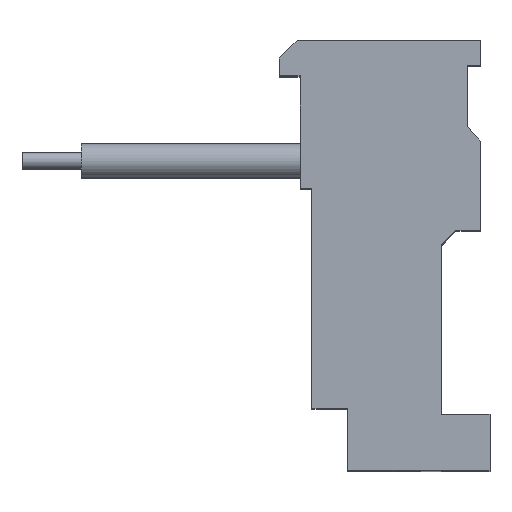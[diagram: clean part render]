
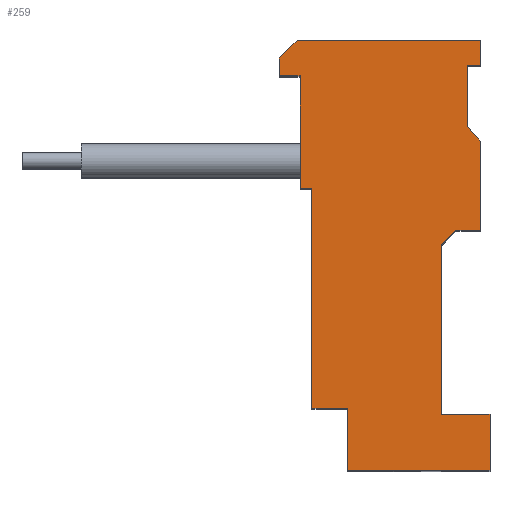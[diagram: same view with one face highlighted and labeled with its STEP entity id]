
A CAD part, top view. The second image highlights one B-rep face of the part: STEP entity #259.
In plain terms, the highlighted planar face has unit normal (0, 0, 1).
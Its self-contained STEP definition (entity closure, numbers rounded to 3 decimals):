
#75=CARTESIAN_POINT('',(3.35,-7.227,5.08));
#76=VERTEX_POINT('',#75);
#84=CARTESIAN_POINT('',(3.35,-5.327,5.08));
#85=VERTEX_POINT('',#84);
#92=CARTESIAN_POINT('',(3.35,-5.327,5.08));
#93=DIRECTION('',(0.,-1.,0.));
#94=VECTOR('',#93,1.9);
#95=LINE('',#92,#94);
#96=EDGE_CURVE('',#85,#76,#95,.T.);
#101=CARTESIAN_POINT('',(0.,0.,5.08));
#102=DIRECTION('',(1.,0.,0.));
#103=DIRECTION('',(0.,0.,1.));
#104=AXIS2_PLACEMENT_3D('',#101,#103,#102);
#105=PLANE('',#104);
#106=CARTESIAN_POINT('',(1.7,-5.327,5.08));
#107=VERTEX_POINT('',#106);
#108=CARTESIAN_POINT('',(1.7,0.373,5.08));
#109=VERTEX_POINT('',#108);
#110=CARTESIAN_POINT('',(1.7,-5.327,5.08));
#111=DIRECTION('',(0.,1.,0.));
#112=VECTOR('',#111,5.7);
#113=LINE('',#110,#112);
#114=EDGE_CURVE('',#107,#109,#113,.T.);
#115=ORIENTED_EDGE('',*,*,#114,.T.);
#116=CARTESIAN_POINT('',(2.2,0.873,5.08));
#117=VERTEX_POINT('',#116);
#118=CARTESIAN_POINT('',(1.7,0.373,5.08));
#119=DIRECTION('',(0.707,0.707,0.));
#120=VECTOR('',#119,0.707);
#121=LINE('',#118,#120);
#122=EDGE_CURVE('',#109,#117,#121,.T.);
#123=ORIENTED_EDGE('',*,*,#122,.T.);
#124=CARTESIAN_POINT('',(3.03,0.873,5.08));
#125=VERTEX_POINT('',#124);
#126=CARTESIAN_POINT('',(2.2,0.873,5.08));
#127=DIRECTION('',(1.,0.,0.));
#128=VECTOR('',#127,0.83);
#129=LINE('',#126,#128);
#130=EDGE_CURVE('',#117,#125,#129,.T.);
#131=ORIENTED_EDGE('',*,*,#130,.T.);
#132=CARTESIAN_POINT('',(3.03,3.873,5.08));
#133=VERTEX_POINT('',#132);
#134=CARTESIAN_POINT('',(3.03,0.873,5.08));
#135=DIRECTION('',(0.,1.,0.));
#136=VECTOR('',#135,3.);
#137=LINE('',#134,#136);
#138=EDGE_CURVE('',#125,#133,#137,.T.);
#139=ORIENTED_EDGE('',*,*,#138,.T.);
#140=CARTESIAN_POINT('',(2.58,4.373,5.08));
#141=VERTEX_POINT('',#140);
#142=CARTESIAN_POINT('',(3.03,3.873,5.08));
#143=DIRECTION('',(-0.669,0.743,0.));
#144=VECTOR('',#143,0.673);
#145=LINE('',#142,#144);
#146=EDGE_CURVE('',#133,#141,#145,.T.);
#147=ORIENTED_EDGE('',*,*,#146,.T.);
#148=CARTESIAN_POINT('',(2.58,6.423,5.08));
#149=VERTEX_POINT('',#148);
#150=CARTESIAN_POINT('',(2.58,4.373,5.08));
#151=DIRECTION('',(0.,1.,0.));
#152=VECTOR('',#151,2.05);
#153=LINE('',#150,#152);
#154=EDGE_CURVE('',#141,#149,#153,.T.);
#155=ORIENTED_EDGE('',*,*,#154,.T.);
#156=CARTESIAN_POINT('',(3.03,6.423,5.08));
#157=VERTEX_POINT('',#156);
#158=CARTESIAN_POINT('',(2.58,6.423,5.08));
#159=DIRECTION('',(1.,0.,0.));
#160=VECTOR('',#159,0.45);
#161=LINE('',#158,#160);
#162=EDGE_CURVE('',#149,#157,#161,.T.);
#163=ORIENTED_EDGE('',*,*,#162,.T.);
#164=CARTESIAN_POINT('',(3.03,7.273,5.08));
#165=VERTEX_POINT('',#164);
#166=CARTESIAN_POINT('',(3.03,6.423,5.08));
#167=DIRECTION('',(0.,1.,0.));
#168=VECTOR('',#167,0.85);
#169=LINE('',#166,#168);
#170=EDGE_CURVE('',#157,#165,#169,.T.);
#171=ORIENTED_EDGE('',*,*,#170,.T.);
#172=CARTESIAN_POINT('',(-3.15,7.273,5.08));
#173=VERTEX_POINT('',#172);
#174=CARTESIAN_POINT('',(3.03,7.273,5.08));
#175=DIRECTION('',(-1.,0.,0.));
#176=VECTOR('',#175,6.18);
#177=LINE('',#174,#176);
#178=EDGE_CURVE('',#165,#173,#177,.T.);
#179=ORIENTED_EDGE('',*,*,#178,.T.);
#180=CARTESIAN_POINT('',(-3.75,6.673,5.08));
#181=VERTEX_POINT('',#180);
#182=CARTESIAN_POINT('',(-3.15,7.273,5.08));
#183=DIRECTION('',(-0.707,-0.707,0.));
#184=VECTOR('',#183,0.849);
#185=LINE('',#182,#184);
#186=EDGE_CURVE('',#173,#181,#185,.T.);
#187=ORIENTED_EDGE('',*,*,#186,.T.);
#188=CARTESIAN_POINT('',(-3.75,6.073,5.08));
#189=VERTEX_POINT('',#188);
#190=CARTESIAN_POINT('',(-3.75,6.673,5.08));
#191=DIRECTION('',(0.,-1.,0.));
#192=VECTOR('',#191,0.6);
#193=LINE('',#190,#192);
#194=EDGE_CURVE('',#181,#189,#193,.T.);
#195=ORIENTED_EDGE('',*,*,#194,.T.);
#196=CARTESIAN_POINT('',(-3.05,6.073,5.08));
#197=VERTEX_POINT('',#196);
#198=CARTESIAN_POINT('',(-3.75,6.073,5.08));
#199=DIRECTION('',(1.,0.,0.));
#200=VECTOR('',#199,0.7);
#201=LINE('',#198,#200);
#202=EDGE_CURVE('',#189,#197,#201,.T.);
#203=ORIENTED_EDGE('',*,*,#202,.T.);
#204=CARTESIAN_POINT('',(-3.05,2.273,5.08));
#205=VERTEX_POINT('',#204);
#206=CARTESIAN_POINT('',(-3.05,6.073,5.08));
#207=DIRECTION('',(0.,-1.,0.));
#208=VECTOR('',#207,3.8);
#209=LINE('',#206,#208);
#210=EDGE_CURVE('',#197,#205,#209,.T.);
#211=ORIENTED_EDGE('',*,*,#210,.T.);
#212=CARTESIAN_POINT('',(-2.65,2.273,5.08));
#213=VERTEX_POINT('',#212);
#214=CARTESIAN_POINT('',(-3.05,2.273,5.08));
#215=DIRECTION('',(1.,0.,0.));
#216=VECTOR('',#215,0.4);
#217=LINE('',#214,#216);
#218=EDGE_CURVE('',#205,#213,#217,.T.);
#219=ORIENTED_EDGE('',*,*,#218,.T.);
#220=CARTESIAN_POINT('',(-2.65,-5.127,5.08));
#221=VERTEX_POINT('',#220);
#222=CARTESIAN_POINT('',(-2.65,2.273,5.08));
#223=DIRECTION('',(0.,-1.,0.));
#224=VECTOR('',#223,7.4);
#225=LINE('',#222,#224);
#226=EDGE_CURVE('',#213,#221,#225,.T.);
#227=ORIENTED_EDGE('',*,*,#226,.T.);
#228=CARTESIAN_POINT('',(-1.45,-5.127,5.08));
#229=VERTEX_POINT('',#228);
#230=CARTESIAN_POINT('',(-2.65,-5.127,5.08));
#231=DIRECTION('',(1.,0.,0.));
#232=VECTOR('',#231,1.2);
#233=LINE('',#230,#232);
#234=EDGE_CURVE('',#221,#229,#233,.T.);
#235=ORIENTED_EDGE('',*,*,#234,.T.);
#236=CARTESIAN_POINT('',(-1.45,-7.227,5.08));
#237=VERTEX_POINT('',#236);
#238=CARTESIAN_POINT('',(-1.45,-5.127,5.08));
#239=DIRECTION('',(0.,-1.,0.));
#240=VECTOR('',#239,2.1);
#241=LINE('',#238,#240);
#242=EDGE_CURVE('',#229,#237,#241,.T.);
#243=ORIENTED_EDGE('',*,*,#242,.T.);
#244=CARTESIAN_POINT('',(-1.45,-7.227,5.08));
#245=DIRECTION('',(1.,0.,0.));
#246=VECTOR('',#245,4.8);
#247=LINE('',#244,#246);
#248=EDGE_CURVE('',#237,#76,#247,.T.);
#249=ORIENTED_EDGE('',*,*,#248,.T.);
#250=ORIENTED_EDGE('',*,*,#96,.F.);
#251=CARTESIAN_POINT('',(3.35,-5.327,5.08));
#252=DIRECTION('',(-1.,0.,0.));
#253=VECTOR('',#252,1.65);
#254=LINE('',#251,#253);
#255=EDGE_CURVE('',#85,#107,#254,.T.);
#256=ORIENTED_EDGE('',*,*,#255,.T.);
#257=EDGE_LOOP('',(#115,#123,#131,#139,#147,#155,#163,#171,#179,#187,#195,#203,#211,#219,#227,#235,#243,#249,#250,#256));
#258=FACE_OUTER_BOUND('',#257,.T.);
#259=ADVANCED_FACE('',(#258),#105,.T.);
